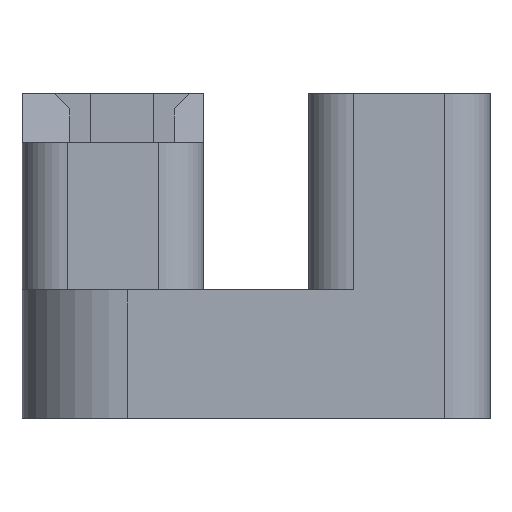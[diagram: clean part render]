
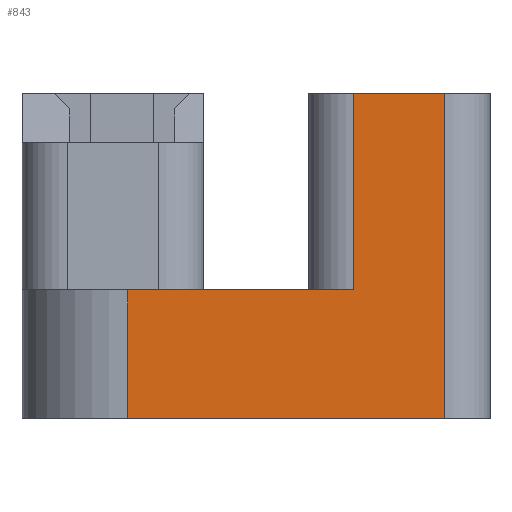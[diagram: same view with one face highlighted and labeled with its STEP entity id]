
A CAD part, front view. The second image highlights one B-rep face of the part: STEP entity #843.
In plain terms, the highlighted planar face has unit normal (0, -1, 0).
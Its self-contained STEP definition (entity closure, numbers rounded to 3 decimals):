
#120 = VERTEX_POINT('',#121);
#121 = CARTESIAN_POINT('',(-17.,-90.7,-1.));
#128 = EDGE_CURVE('',#129,#120,#131,.T.);
#129 = VERTEX_POINT('',#130);
#130 = CARTESIAN_POINT('',(25.,-90.7,-1.));
#131 = LINE('',#132,#133);
#132 = CARTESIAN_POINT('',(31.,-90.7,-1.));
#133 = VECTOR('',#134,1.);
#134 = DIRECTION('',(-1.,0.,0.));
#169 = EDGE_CURVE('',#120,#170,#172,.T.);
#170 = VERTEX_POINT('',#171);
#171 = CARTESIAN_POINT('',(-17.,-90.7,16.));
#172 = LINE('',#173,#174);
#173 = CARTESIAN_POINT('',(-17.,-90.7,-1.));
#174 = VECTOR('',#175,1.);
#175 = DIRECTION('',(0.,0.,1.));
#297 = EDGE_CURVE('',#298,#170,#300,.T.);
#298 = VERTEX_POINT('',#299);
#299 = CARTESIAN_POINT('',(6.9,-90.7,16.));
#300 = LINE('',#301,#302);
#301 = CARTESIAN_POINT('',(31.,-90.7,16.));
#302 = VECTOR('',#303,1.);
#303 = DIRECTION('',(-1.,0.,0.));
#305 = EDGE_CURVE('',#298,#306,#308,.T.);
#306 = VERTEX_POINT('',#307);
#307 = CARTESIAN_POINT('',(12.9,-90.7,16.));
#308 = LINE('',#309,#310);
#309 = CARTESIAN_POINT('',(2.346,-90.7,16.));
#310 = VECTOR('',#311,1.);
#311 = DIRECTION('',(1.,0.,0.));
#823 = EDGE_CURVE('',#129,#824,#826,.T.);
#824 = VERTEX_POINT('',#825);
#825 = CARTESIAN_POINT('',(25.,-90.7,42.));
#826 = LINE('',#827,#828);
#827 = CARTESIAN_POINT('',(25.,-90.7,-1.));
#828 = VECTOR('',#829,1.);
#829 = DIRECTION('',(0.,0.,1.));
#843 = ADVANCED_FACE('',(#844),#865,.T.);
#844 = FACE_BOUND('',#845,.T.);
#845 = EDGE_LOOP('',(#846,#847,#848,#856,#862,#863,#864));
#846 = ORIENTED_EDGE('',*,*,#128,.F.);
#847 = ORIENTED_EDGE('',*,*,#823,.T.);
#848 = ORIENTED_EDGE('',*,*,#849,.T.);
#849 = EDGE_CURVE('',#824,#850,#852,.T.);
#850 = VERTEX_POINT('',#851);
#851 = CARTESIAN_POINT('',(12.9,-90.7,42.));
#852 = LINE('',#853,#854);
#853 = CARTESIAN_POINT('',(31.,-90.7,42.));
#854 = VECTOR('',#855,1.);
#855 = DIRECTION('',(-1.,0.,0.));
#856 = ORIENTED_EDGE('',*,*,#857,.F.);
#857 = EDGE_CURVE('',#306,#850,#858,.T.);
#858 = LINE('',#859,#860);
#859 = CARTESIAN_POINT('',(12.9,-90.7,16.));
#860 = VECTOR('',#861,1.);
#861 = DIRECTION('',(0.,0.,1.));
#862 = ORIENTED_EDGE('',*,*,#305,.F.);
#863 = ORIENTED_EDGE('',*,*,#297,.T.);
#864 = ORIENTED_EDGE('',*,*,#169,.F.);
#865 = PLANE('',#866);
#866 = AXIS2_PLACEMENT_3D('',#867,#868,#869);
#867 = CARTESIAN_POINT('',(4.692,-90.7,15.808));
#868 = DIRECTION('',(0.,-1.,0.));
#869 = DIRECTION('',(0.,0.,-1.));
